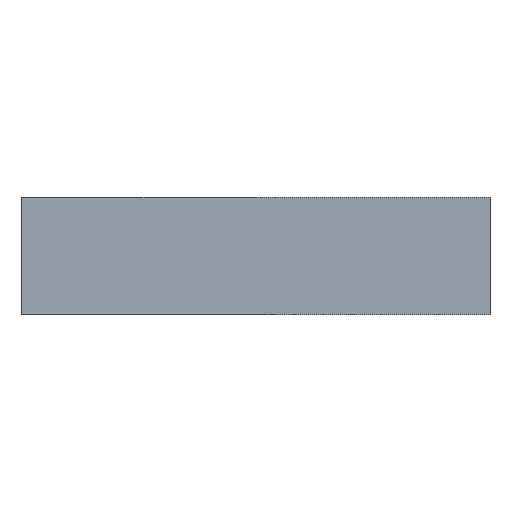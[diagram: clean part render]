
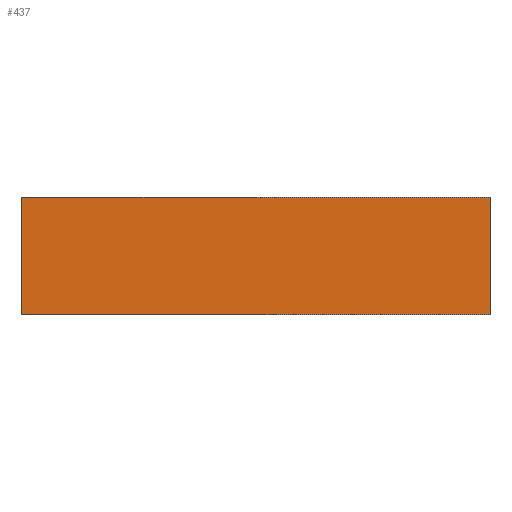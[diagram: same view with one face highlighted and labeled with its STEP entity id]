
A CAD part, front view. The second image highlights one B-rep face of the part: STEP entity #437.
In plain terms, the highlighted planar face has unit normal (0, -1, 0).
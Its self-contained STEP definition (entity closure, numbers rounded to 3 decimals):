
#61 = EDGE_CURVE('',#62,#64,#66,.T.);
#62 = VERTEX_POINT('',#63);
#63 = CARTESIAN_POINT('',(-25.,-30.,17.5));
#64 = VERTEX_POINT('',#65);
#65 = CARTESIAN_POINT('',(-25.,-30.,30.));
#66 = LINE('',#67,#68);
#67 = CARTESIAN_POINT('',(-25.,-30.,17.5));
#68 = VECTOR('',#69,1.);
#69 = DIRECTION('',(0.,0.,1.));
#94 = VERTEX_POINT('',#95);
#95 = CARTESIAN_POINT('',(25.,-30.,30.));
#101 = EDGE_CURVE('',#102,#94,#104,.T.);
#102 = VERTEX_POINT('',#103);
#103 = CARTESIAN_POINT('',(25.,-30.,17.5));
#104 = LINE('',#105,#106);
#105 = CARTESIAN_POINT('',(25.,-30.,17.5));
#106 = VECTOR('',#107,1.);
#107 = DIRECTION('',(0.,0.,1.));
#125 = EDGE_CURVE('',#102,#62,#126,.T.);
#126 = LINE('',#127,#128);
#127 = CARTESIAN_POINT('',(25.,-30.,17.5));
#128 = VECTOR('',#129,1.);
#129 = DIRECTION('',(-1.,0.,0.));
#284 = EDGE_CURVE('',#94,#64,#285,.T.);
#285 = LINE('',#286,#287);
#286 = CARTESIAN_POINT('',(25.,-30.,30.));
#287 = VECTOR('',#288,1.);
#288 = DIRECTION('',(-1.,0.,0.));
#437 = ADVANCED_FACE('',(#438),#444,.T.);
#438 = FACE_BOUND('',#439,.T.);
#439 = EDGE_LOOP('',(#440,#441,#442,#443));
#440 = ORIENTED_EDGE('',*,*,#101,.T.);
#441 = ORIENTED_EDGE('',*,*,#284,.T.);
#442 = ORIENTED_EDGE('',*,*,#61,.F.);
#443 = ORIENTED_EDGE('',*,*,#125,.F.);
#444 = PLANE('',#445);
#445 = AXIS2_PLACEMENT_3D('',#446,#447,#448);
#446 = CARTESIAN_POINT('',(25.,-30.,17.5));
#447 = DIRECTION('',(0.,-1.,0.));
#448 = DIRECTION('',(-1.,0.,0.));
